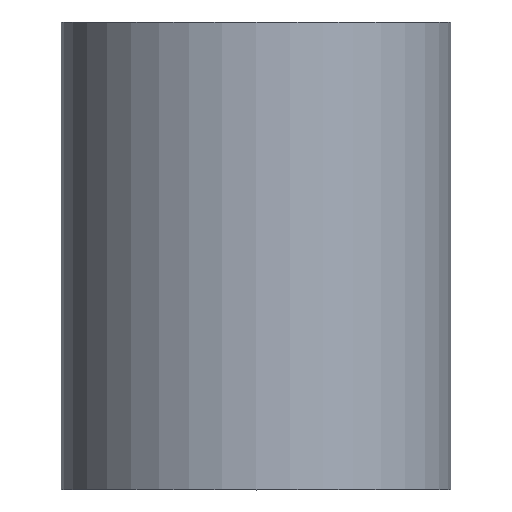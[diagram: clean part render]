
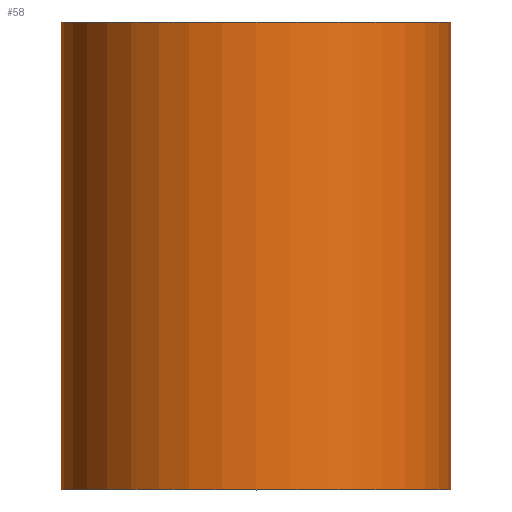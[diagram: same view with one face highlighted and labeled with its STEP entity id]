
A CAD part, top view. The second image highlights one B-rep face of the part: STEP entity #58.
In plain terms, the highlighted cylindrical face has radius 2.5 mm (diameter 5 mm), a full revolution.
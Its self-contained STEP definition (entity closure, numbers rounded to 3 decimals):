
#58=ADVANCED_FACE('',(#85,#87),#89,.T.);
#85=FACE_OUTER_BOUND('',#86,.T.);
#86=EDGE_LOOP('',(#108));
#87=FACE_OUTER_BOUND('',#88,.T.);
#88=EDGE_LOOP('',(#109));
#89=CYLINDRICAL_SURFACE('',#90,2.5);
#90=AXIS2_PLACEMENT_3D('',#91,#92,#93);
#91=CARTESIAN_POINT('',(0.,-3.,2.5));
#92=DIRECTION('',(0.,1.,0.));
#93=DIRECTION('',(-1.,0.,0.));
#108=ORIENTED_EDGE('',*,*,#112,.F.);
#109=ORIENTED_EDGE('',*,*,#113,.T.);
#112=EDGE_CURVE('',#114,#114,#115,.T.);
#113=EDGE_CURVE('',#116,#116,#117,.T.);
#114=VERTEX_POINT('',#118);
#115=CIRCLE('',#119,2.5);
#116=VERTEX_POINT('',#123);
#117=CIRCLE('',#124,2.5);
#118=CARTESIAN_POINT('',(-2.5,3.,2.5));
#119=AXIS2_PLACEMENT_3D('',#120,#121,#122);
#120=CARTESIAN_POINT('',(0.,3.,2.5));
#121=DIRECTION('',(0.,1.,0.));
#122=DIRECTION('',(-1.,0.,0.));
#123=CARTESIAN_POINT('',(-2.5,-3.,2.5));
#124=AXIS2_PLACEMENT_3D('',#125,#126,#127);
#125=CARTESIAN_POINT('',(0.,-3.,2.5));
#126=DIRECTION('',(0.,1.,0.));
#127=DIRECTION('',(-1.,0.,0.));
